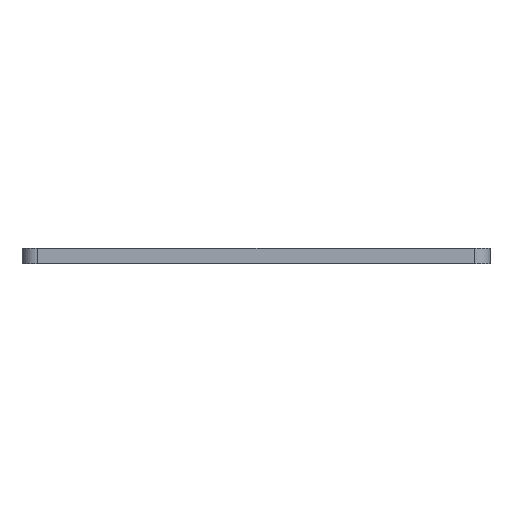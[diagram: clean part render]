
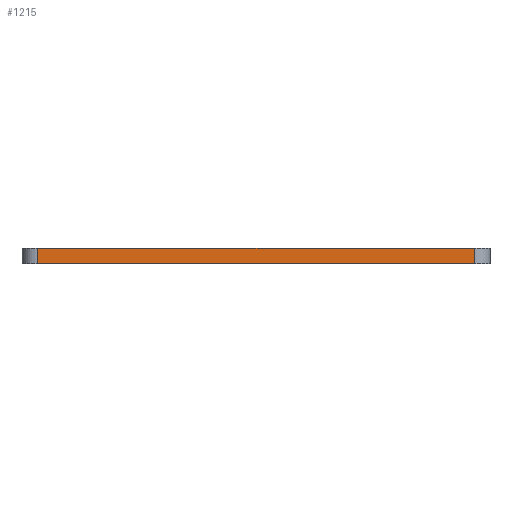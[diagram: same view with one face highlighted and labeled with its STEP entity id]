
A CAD part, front view. The second image highlights one B-rep face of the part: STEP entity #1215.
In plain terms, the highlighted planar face has unit normal (0, -1, 0).
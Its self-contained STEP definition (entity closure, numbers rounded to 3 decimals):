
#48=PLANE('',#1354);
#94=FACE_OUTER_BOUND('',#183,.T.);
#183=EDGE_LOOP('',(#1005,#1006,#1007,#1008));
#242=LINE('',#1866,#355);
#269=LINE('',#1955,#382);
#300=LINE('',#2041,#413);
#301=LINE('',#2043,#414);
#355=VECTOR('',#1503,1000.);
#382=VECTOR('',#1570,1000.);
#413=VECTOR('',#1645,1000.);
#414=VECTOR('',#1648,1000.);
#553=VERTEX_POINT('',#1863);
#554=VERTEX_POINT('',#1865);
#595=VERTEX_POINT('',#1952);
#596=VERTEX_POINT('',#1954);
#680=EDGE_CURVE('',#553,#554,#242,.T.);
#726=EDGE_CURVE('',#596,#595,#269,.T.);
#772=EDGE_CURVE('',#553,#596,#300,.T.);
#773=EDGE_CURVE('',#554,#595,#301,.T.);
#1005=ORIENTED_EDGE('',*,*,#726,.T.);
#1006=ORIENTED_EDGE('',*,*,#773,.F.);
#1007=ORIENTED_EDGE('',*,*,#680,.F.);
#1008=ORIENTED_EDGE('',*,*,#772,.T.);
#1215=ADVANCED_FACE('',(#94),#48,.F.);
#1354=AXIS2_PLACEMENT_3D('',#2042,#1646,#1647);
#1503=DIRECTION('',(1.,0.,0.));
#1570=DIRECTION('',(1.,0.,0.));
#1645=DIRECTION('',(0.,0.,-1.));
#1646=DIRECTION('center_axis',(0.,1.,0.));
#1647=DIRECTION('ref_axis',(0.,0.,1.));
#1648=DIRECTION('',(0.,0.,-1.));
#1863=CARTESIAN_POINT('',(-17.8,-15.,2.));
#1865=CARTESIAN_POINT('',(38.,-15.,2.));
#1866=CARTESIAN_POINT('',(-17.8,-15.,2.));
#1952=CARTESIAN_POINT('',(38.,-15.,0.));
#1954=CARTESIAN_POINT('',(-17.8,-15.,0.));
#1955=CARTESIAN_POINT('',(-17.8,-15.,0.));
#2041=CARTESIAN_POINT('',(-17.8,-15.,2.));
#2042=CARTESIAN_POINT('Origin',(-17.8,-15.,2.));
#2043=CARTESIAN_POINT('',(38.,-15.,2.));
